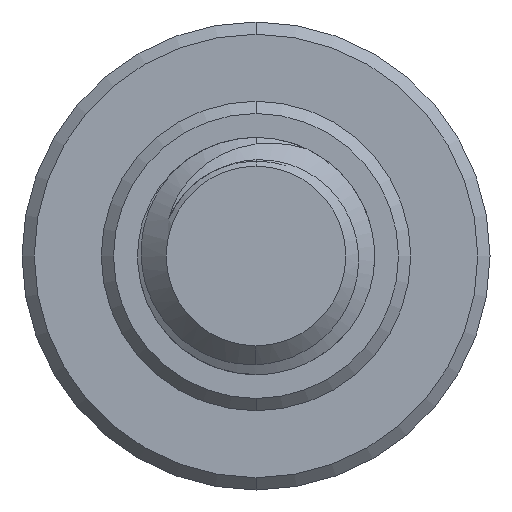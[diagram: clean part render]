
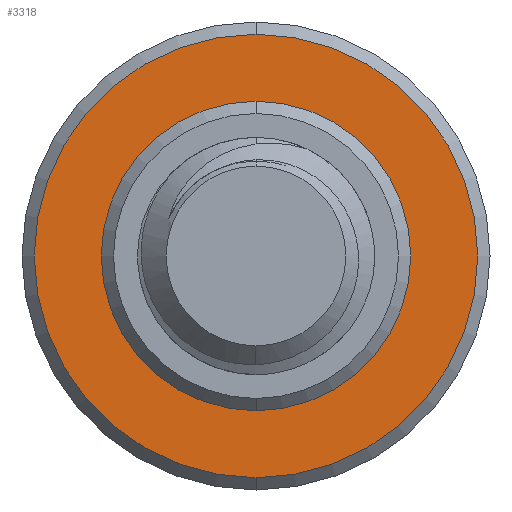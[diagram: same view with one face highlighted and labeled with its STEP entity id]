
A CAD part, front view. The second image highlights one B-rep face of the part: STEP entity #3318.
In plain terms, the highlighted planar face has unit normal (0, -1, 0).
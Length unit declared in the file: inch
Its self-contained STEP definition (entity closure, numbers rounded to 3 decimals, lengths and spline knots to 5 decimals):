
#11 = CARTESIAN_POINT ( 'NONE',  ( 0., 0.34375, 0. ) ) ;
#189 = CARTESIAN_POINT ( 'NONE',  ( 0., 0.34375, 0.1135 ) ) ;
#307 = EDGE_CURVE ( 'NONE', #782, #381, #3117, .T. ) ;
#381 = VERTEX_POINT ( 'NONE', #2000 ) ;
#435 = AXIS2_PLACEMENT_3D ( 'NONE', #3106, #1726, #1496 ) ;
#728 = AXIS2_PLACEMENT_3D ( 'NONE', #1301, #1877, #1894 ) ;
#782 = VERTEX_POINT ( 'NONE', #189 ) ;
#793 = AXIS2_PLACEMENT_3D ( 'NONE', #11, #3402, #3122 ) ;
#982 = CARTESIAN_POINT ( 'NONE',  ( 0., 0.34375, 0.17766 ) ) ;
#1030 = CARTESIAN_POINT ( 'NONE',  ( 0., 0.34375, -0.17766 ) ) ;
#1301 = CARTESIAN_POINT ( 'NONE',  ( 0., 0.34375, 0. ) ) ;
#1307 = ORIENTED_EDGE ( 'NONE', *, *, #3565, .T. ) ;
#1316 = CIRCLE ( 'NONE', #435, 0.17766 ) ;
#1486 = EDGE_LOOP ( 'NONE', ( #2558, #1307 ) ) ;
#1496 = DIRECTION ( 'NONE',  ( 0., 0., 1. ) ) ;
#1503 = EDGE_CURVE ( 'NONE', #2064, #2178, #2609, .T. ) ;
#1601 = AXIS2_PLACEMENT_3D ( 'NONE', #1947, #2548, #3049 ) ;
#1616 = CIRCLE ( 'NONE', #793, 0.1135 ) ;
#1726 = DIRECTION ( 'NONE',  ( 0., -1., 0. ) ) ;
#1877 = DIRECTION ( 'NONE',  ( 0., -1., 0. ) ) ;
#1894 = DIRECTION ( 'NONE',  ( 0., 0., 1. ) ) ;
#1947 = CARTESIAN_POINT ( 'NONE',  ( 0., 0.34375, 0. ) ) ;
#2000 = CARTESIAN_POINT ( 'NONE',  ( 0., 0.34375, -0.1135 ) ) ;
#2002 = EDGE_CURVE ( 'NONE', #2178, #2064, #1316, .T. ) ;
#2064 = VERTEX_POINT ( 'NONE', #982 ) ;
#2144 = FACE_OUTER_BOUND ( 'NONE', #2256, .T. ) ;
#2178 = VERTEX_POINT ( 'NONE', #1030 ) ;
#2256 = EDGE_LOOP ( 'NONE', ( #2336, #3033 ) ) ;
#2336 = ORIENTED_EDGE ( 'NONE', *, *, #1503, .T. ) ;
#2455 = PLANE ( 'NONE',  #3488 ) ;
#2548 = DIRECTION ( 'NONE',  ( 0., 1., 0. ) ) ;
#2558 = ORIENTED_EDGE ( 'NONE', *, *, #307, .T. ) ;
#2609 = CIRCLE ( 'NONE', #728, 0.17766 ) ;
#3033 = ORIENTED_EDGE ( 'NONE', *, *, #2002, .T. ) ;
#3049 = DIRECTION ( 'NONE',  ( 0., 0., 1. ) ) ;
#3106 = CARTESIAN_POINT ( 'NONE',  ( 0., 0.34375, 0. ) ) ;
#3117 = CIRCLE ( 'NONE', #1601, 0.1135 ) ;
#3122 = DIRECTION ( 'NONE',  ( 0., 0., 1. ) ) ;
#3253 = CARTESIAN_POINT ( 'NONE',  ( 0.1875, 0.34375, 0. ) ) ;
#3290 = DIRECTION ( 'NONE',  ( 0., 0., 1. ) ) ;
#3318 = ADVANCED_FACE ( 'NONE', ( #2144, #3610 ), #2455, .F. ) ;
#3402 = DIRECTION ( 'NONE',  ( 0., 1., 0. ) ) ;
#3488 = AXIS2_PLACEMENT_3D ( 'NONE', #3253, #3573, #3290 ) ;
#3565 = EDGE_CURVE ( 'NONE', #381, #782, #1616, .T. ) ;
#3573 = DIRECTION ( 'NONE',  ( 0., 1., 0. ) ) ;
#3610 = FACE_BOUND ( 'NONE', #1486, .T. ) ;
